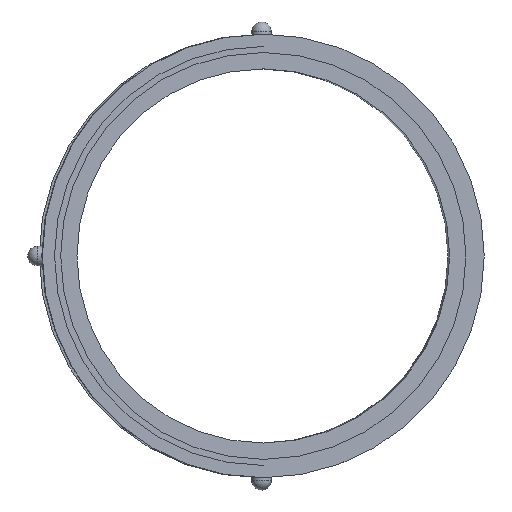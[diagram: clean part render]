
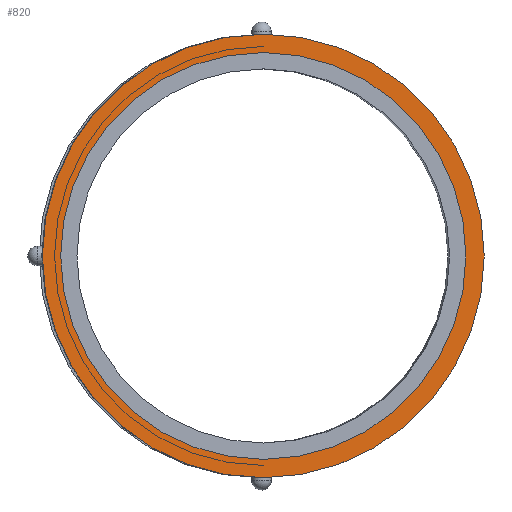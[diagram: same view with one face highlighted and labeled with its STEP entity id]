
A CAD part, top view. The second image highlights one B-rep face of the part: STEP entity #820.
In plain terms, the highlighted planar face has unit normal (0.087, 0, 0.996).
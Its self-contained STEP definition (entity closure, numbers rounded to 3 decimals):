
#152=PLANE('',#895);
#198=FACE_BOUND('',#306,.T.);
#199=FACE_BOUND('',#307,.T.);
#235=FACE_OUTER_BOUND('',#305,.T.);
#305=EDGE_LOOP('',(#641));
#306=EDGE_LOOP('',(#642));
#307=EDGE_LOOP('',(#643,#644));
#397=CIRCLE('',#876,102.5);
#399=CIRCLE('',#879,99.5);
#405=CIRCLE('',#893,108.5);
#431=VERTEX_POINT('',#1266);
#434=VERTEX_POINT('',#1340);
#439=VERTEX_POINT('',#1537);
#446=VERTEX_POINT('',#1746);
#508=EDGE_CURVE('',#434,#431,#397,.T.);
#513=EDGE_CURVE('',#439,#439,#399,.T.);
#522=EDGE_CURVE('',#446,#446,#405,.T.);
#641=ORIENTED_EDGE('',*,*,#522,.F.);
#642=ORIENTED_EDGE('',*,*,#513,.T.);
#643=ORIENTED_EDGE('',*,*,#508,.F.);
#644=ORIENTED_EDGE('',*,*,#508,.T.);
#820=ADVANCED_FACE('',(#235,#198,#199),#152,.F.);
#876=AXIS2_PLACEMENT_3D('',#1342,#981,#982);
#879=AXIS2_PLACEMENT_3D('',#1538,#987,#988);
#893=AXIS2_PLACEMENT_3D('',#1747,#1015,#1016);
#895=AXIS2_PLACEMENT_3D('',#1749,#1019,#1020);
#981=DIRECTION('center_axis',(-0.087,0.,-0.996));
#982=DIRECTION('ref_axis',(-0.996,0.,0.087));
#987=DIRECTION('center_axis',(-0.087,0.,-0.996));
#988=DIRECTION('ref_axis',(-0.996,0.,0.087));
#1015=DIRECTION('center_axis',(-0.087,0.,-0.996));
#1016=DIRECTION('ref_axis',(-0.996,0.,0.087));
#1019=DIRECTION('center_axis',(-0.087,0.,-0.996));
#1020=DIRECTION('ref_axis',(-0.996,0.,0.087));
#1266=CARTESIAN_POINT('',(1.136,102.5,26.016));
#1340=CARTESIAN_POINT('',(1.136,-102.5,26.016));
#1342=CARTESIAN_POINT('Origin',(1.136,0.,26.016));
#1537=CARTESIAN_POINT('',(100.257,0.,17.344));
#1538=CARTESIAN_POINT('Origin',(1.136,0.,26.016));
#1746=CARTESIAN_POINT('',(109.223,0.,16.56));
#1747=CARTESIAN_POINT('Origin',(1.136,0.,26.016));
#1749=CARTESIAN_POINT('Origin',(1.136,0.,26.016));
